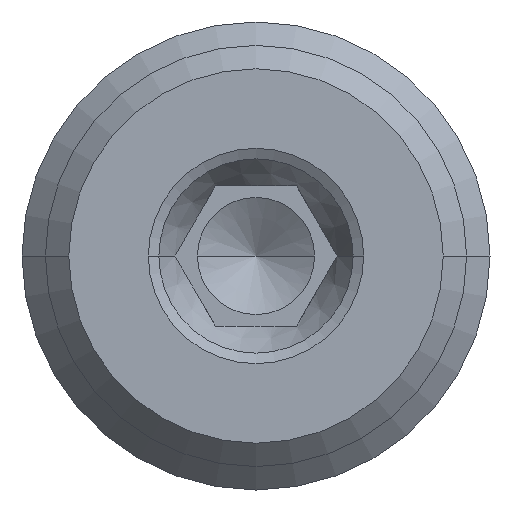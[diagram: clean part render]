
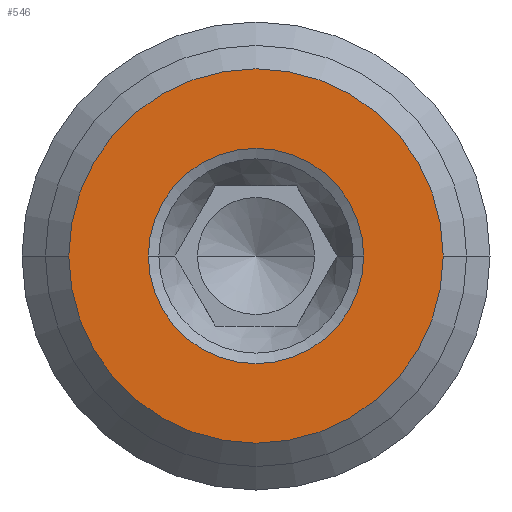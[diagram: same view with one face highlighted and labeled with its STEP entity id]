
A CAD part, left-side view. The second image highlights one B-rep face of the part: STEP entity #546.
In plain terms, the highlighted planar face has unit normal (-1, 0, 0).
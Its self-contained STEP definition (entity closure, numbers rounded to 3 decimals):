
#15=CARTESIAN_POINT('',(-25.,0.,0.));
#16=DIRECTION('',(-1.,0.,0.));
#17=DIRECTION('',(0.,1.,0.));
#18=AXIS2_PLACEMENT_3D('',#15,#16,#17);
#20=CARTESIAN_POINT('',(-25.,0.,0.));
#21=DIRECTION('',(-1.,0.,0.));
#22=DIRECTION('',(0.,-1.,0.));
#23=AXIS2_PLACEMENT_3D('',#20,#21,#22);
#25=CARTESIAN_POINT('',(-25.,0.,0.));
#26=DIRECTION('',(1.,0.,0.));
#27=DIRECTION('',(0.,-1.,0.));
#28=AXIS2_PLACEMENT_3D('',#25,#26,#27);
#30=CARTESIAN_POINT('',(-25.,0.,0.));
#31=DIRECTION('',(1.,0.,0.));
#32=DIRECTION('',(0.,1.,0.));
#33=AXIS2_PLACEMENT_3D('',#30,#31,#32);
#447=CARTESIAN_POINT('',(-25.,8.,0.));
#448=CARTESIAN_POINT('',(-25.,-8.,0.));
#449=VERTEX_POINT('',#447);
#450=VERTEX_POINT('',#448);
#459=CARTESIAN_POINT('',(-25.,-4.6,0.));
#460=CARTESIAN_POINT('',(-25.,4.6,0.));
#461=VERTEX_POINT('',#459);
#462=VERTEX_POINT('',#460);
#530=CARTESIAN_POINT('',(-25.,0.,0.));
#531=DIRECTION('',(1.,0.,0.));
#532=DIRECTION('',(0.,-1.,0.));
#533=AXIS2_PLACEMENT_3D('',#530,#531,#532);
#534=PLANE('',#533);
#536=ORIENTED_EDGE('',*,*,#535,.F.);
#537=ORIENTED_EDGE('',*,*,#520,.F.);
#538=EDGE_LOOP('',(#536,#537));
#539=FACE_OUTER_BOUND('',#538,.F.);
#541=ORIENTED_EDGE('',*,*,#540,.F.);
#543=ORIENTED_EDGE('',*,*,#542,.F.);
#544=EDGE_LOOP('',(#541,#543));
#545=FACE_BOUND('',#544,.F.);
#546=ADVANCED_FACE('',(#539,#545),#534,.F.);
#19=CIRCLE('',#18,8.);
#24=CIRCLE('',#23,8.);
#29=CIRCLE('',#28,4.6);
#34=CIRCLE('',#33,4.6);
#520=EDGE_CURVE('',#450,#449,#24,.T.);
#535=EDGE_CURVE('',#449,#450,#19,.T.);
#540=EDGE_CURVE('',#461,#462,#29,.T.);
#542=EDGE_CURVE('',#462,#461,#34,.T.);
